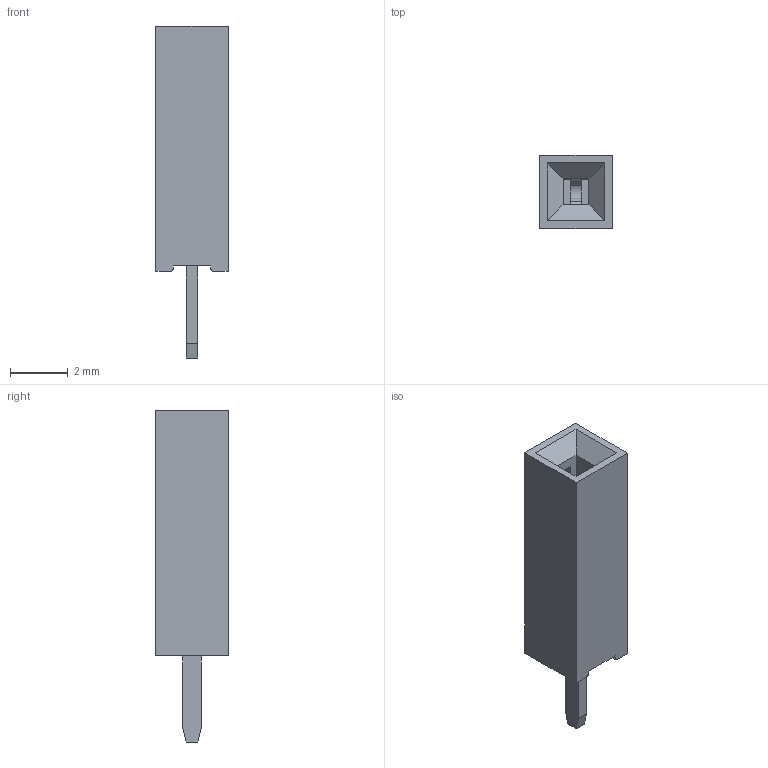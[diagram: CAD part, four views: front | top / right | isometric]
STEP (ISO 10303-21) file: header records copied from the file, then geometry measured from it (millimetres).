
FILE_DESCRIPTION(('FreeCAD Model'),'2;1');
FILE_NAME('Open CASCADE Shape Model','2023-05-12T02:53:18',( 'kicad StepUp'),('ksu MCAD'),'Open CASCADE STEP processor 7.6', 'FreeCAD','Unknown');
FILE_SCHEMA(('AUTOMOTIVE_DESIGN { 1 0 10303 214 1 1 1 1 }'));
Length unit declared in the file: millimetre
Products named in the file (3): Female_Header_1x1_P2.54_H8.5_straight; Pin_One003; Epoxy_Body003
Assembly tree (2 placements, depth 2):
  Female_Header_1x1_P2.54_H8.5_straight
    Pin_One003
    Epoxy_Body003
Bounding box: 2.5 x 2.54 x 11.5 mm (x, y, z)
Volume: 46.7 mm3; surface area: 176 mm2
Topology: 2 solids, 2 shells, 52 faces, 142 edges, 94 vertices
Faces by surface type: plane 39, cylinder 9, bspline 4
Entity records: 1697 total; most frequent: CARTESIAN_POINT 307, ORIENTED_EDGE 284, DIRECTION 260, EDGE_CURVE 142, LINE 118, VECTOR 118, VERTEX_POINT 94, AXIS2_PLACEMENT_3D 71
